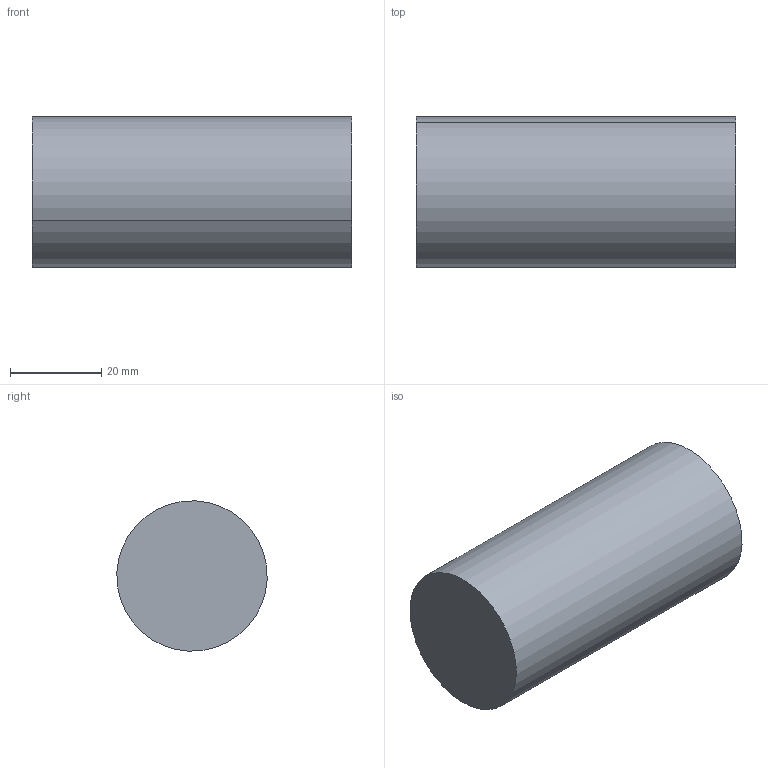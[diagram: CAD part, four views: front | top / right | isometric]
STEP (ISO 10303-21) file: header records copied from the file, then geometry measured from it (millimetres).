
FILE_DESCRIPTION (( 'STEP AP214' ), '1' );
FILE_NAME ('2mod_2cyl_1adap.STEP', '2023-02-05T06:47:08', ( '' ), ( '' ), 'SwSTEP 2.0', 'SolidWorks 2022', '' );
FILE_SCHEMA (( 'AUTOMOTIVE_DESIGN' ));
Length unit declared in the file: inch
Products named in the file (2): pump0; 2mod_2cyl_1adap
Assembly tree (1 placements, depth 2):
  2mod_2cyl_1adap
    pump0
Bounding box: 70 x 32.97 x 32.97 mm (x, y, z)
Volume: 59870.9 mm3; surface area: 8967.7 mm2
Topology: 1 solids, 1 shells, 4 faces, 6 edges, 4 vertices
Faces by surface type: cylinder 2, plane 2
Entity records: 168 total; most frequent: DIRECTION 26, CARTESIAN_POINT 18, AXIS2_PLACEMENT_3D 12, ORIENTED_EDGE 12, EDGE_CURVE 6, LENGTH_MEASURE_WITH_UNIT 4, EDGE_LOOP 4, CIRCLE 4
